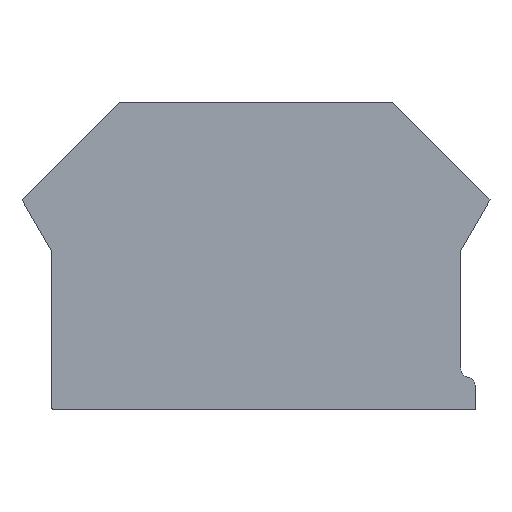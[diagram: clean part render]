
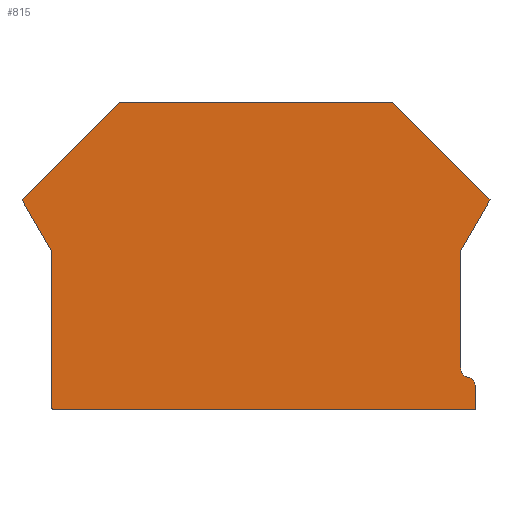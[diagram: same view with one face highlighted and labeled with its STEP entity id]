
A CAD part, top view. The second image highlights one B-rep face of the part: STEP entity #815.
In plain terms, the highlighted planar face has unit normal (0, 0, 1).
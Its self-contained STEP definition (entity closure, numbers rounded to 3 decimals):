
#148=DIRECTION('',(1.,0.,0.));
#149=VECTOR('',#148,43.2);
#150=CARTESIAN_POINT('',(-20.7,-31.5,1.5));
#151=LINE('',#150,#149);
#152=CARTESIAN_POINT('',(-20.7,-31.2,1.5));
#153=DIRECTION('',(0.,0.,1.));
#154=DIRECTION('',(-1.,0.,0.));
#155=AXIS2_PLACEMENT_3D('',#152,#153,#154);
#157=DIRECTION('',(0.,-1.,0.));
#158=VECTOR('',#157,16.004);
#159=CARTESIAN_POINT('',(-21.,-15.196,1.5));
#160=LINE('',#159,#158);
#161=DIRECTION('',(0.5,-0.866,0.));
#162=VECTOR('',#161,6.);
#163=CARTESIAN_POINT('',(-24.,-10.,1.5));
#164=LINE('',#163,#162);
#165=DIRECTION('',(-0.707,-0.707,0.));
#166=VECTOR('',#165,14.142);
#167=CARTESIAN_POINT('',(-14.,0.,1.5));
#168=LINE('',#167,#166);
#169=DIRECTION('',(-1.,0.,0.));
#170=VECTOR('',#169,28.);
#171=CARTESIAN_POINT('',(14.,0.,1.5));
#172=LINE('',#171,#170);
#173=DIRECTION('',(-0.707,0.707,0.));
#174=VECTOR('',#173,14.142);
#175=CARTESIAN_POINT('',(24.,-10.,1.5));
#176=LINE('',#175,#174);
#177=DIRECTION('',(0.5,0.866,0.));
#178=VECTOR('',#177,6.);
#179=CARTESIAN_POINT('',(21.,-15.196,1.5));
#180=LINE('',#179,#178);
#181=DIRECTION('',(0.,1.,0.));
#182=VECTOR('',#181,12.035);
#183=CARTESIAN_POINT('',(21.,-27.231,1.5));
#184=LINE('',#183,#182);
#185=CARTESIAN_POINT('',(22.,-27.231,1.5));
#186=DIRECTION('',(0.,0.,-1.));
#187=DIRECTION('',(-0.259,-0.966,0.));
#188=AXIS2_PLACEMENT_3D('',#185,#186,#187);
#190=DIRECTION('',(-0.966,0.259,0.));
#191=VECTOR('',#190,0.018);
#192=CARTESIAN_POINT('',(21.759,-28.201,1.5));
#193=LINE('',#192,#191);
#194=CARTESIAN_POINT('',(21.5,-29.167,1.5));
#195=DIRECTION('',(0.,0.,1.));
#196=DIRECTION('',(1.,0.,0.));
#197=AXIS2_PLACEMENT_3D('',#194,#195,#196);
#199=DIRECTION('',(0.,1.,0.));
#200=VECTOR('',#199,2.333);
#201=CARTESIAN_POINT('',(22.5,-31.5,1.5));
#202=LINE('',#201,#200);
#507=CARTESIAN_POINT('',(-20.7,-31.5,1.5));
#508=CARTESIAN_POINT('',(22.5,-31.5,1.5));
#509=VERTEX_POINT('',#507);
#510=VERTEX_POINT('',#508);
#511=CARTESIAN_POINT('',(21.,-27.231,1.5));
#512=CARTESIAN_POINT('',(21.,-15.196,1.5));
#513=VERTEX_POINT('',#511);
#514=VERTEX_POINT('',#512);
#515=CARTESIAN_POINT('',(14.,0.,1.5));
#516=CARTESIAN_POINT('',(-14.,0.,1.5));
#517=VERTEX_POINT('',#515);
#518=VERTEX_POINT('',#516);
#519=CARTESIAN_POINT('',(-21.,-15.196,1.5));
#520=CARTESIAN_POINT('',(-21.,-31.2,1.5));
#521=VERTEX_POINT('',#519);
#522=VERTEX_POINT('',#520);
#533=CARTESIAN_POINT('',(22.5,-29.167,1.5));
#534=VERTEX_POINT('',#533);
#535=CARTESIAN_POINT('',(21.759,-28.201,1.5));
#536=VERTEX_POINT('',#535);
#537=CARTESIAN_POINT('',(21.741,-28.197,1.5));
#538=VERTEX_POINT('',#537);
#539=CARTESIAN_POINT('',(24.,-10.,1.5));
#540=VERTEX_POINT('',#539);
#541=CARTESIAN_POINT('',(-24.,-10.,1.5));
#542=VERTEX_POINT('',#541);
#795=CARTESIAN_POINT('',(0.,0.,1.5));
#796=DIRECTION('',(0.,0.,1.));
#797=DIRECTION('',(1.,0.,0.));
#798=AXIS2_PLACEMENT_3D('',#795,#796,#797);
#799=PLANE('',#798);
#800=ORIENTED_EDGE('',*,*,#621,.F.);
#801=ORIENTED_EDGE('',*,*,#636,.F.);
#802=ORIENTED_EDGE('',*,*,#650,.F.);
#803=ORIENTED_EDGE('',*,*,#664,.F.);
#804=ORIENTED_EDGE('',*,*,#678,.F.);
#805=ORIENTED_EDGE('',*,*,#692,.F.);
#806=ORIENTED_EDGE('',*,*,#706,.F.);
#807=ORIENTED_EDGE('',*,*,#720,.F.);
#808=ORIENTED_EDGE('',*,*,#734,.F.);
#809=ORIENTED_EDGE('',*,*,#748,.F.);
#810=ORIENTED_EDGE('',*,*,#762,.F.);
#811=ORIENTED_EDGE('',*,*,#776,.F.);
#812=ORIENTED_EDGE('',*,*,#789,.F.);
#813=EDGE_LOOP('',(#800,#801,#802,#803,#804,#805,#806,#807,#808,#809,#810,#811,
#812));
#814=FACE_OUTER_BOUND('',#813,.F.);
#815=ADVANCED_FACE('',(#814),#799,.T.);
#156=CIRCLE('',#155,0.3);
#189=CIRCLE('',#188,1.);
#198=CIRCLE('',#197,1.);
#621=EDGE_CURVE('',#509,#510,#151,.T.);
#636=EDGE_CURVE('',#522,#509,#156,.T.);
#650=EDGE_CURVE('',#521,#522,#160,.T.);
#664=EDGE_CURVE('',#542,#521,#164,.T.);
#678=EDGE_CURVE('',#518,#542,#168,.T.);
#692=EDGE_CURVE('',#517,#518,#172,.T.);
#706=EDGE_CURVE('',#540,#517,#176,.T.);
#720=EDGE_CURVE('',#514,#540,#180,.T.);
#734=EDGE_CURVE('',#513,#514,#184,.T.);
#748=EDGE_CURVE('',#538,#513,#189,.T.);
#762=EDGE_CURVE('',#536,#538,#193,.T.);
#776=EDGE_CURVE('',#534,#536,#198,.T.);
#789=EDGE_CURVE('',#510,#534,#202,.T.);
